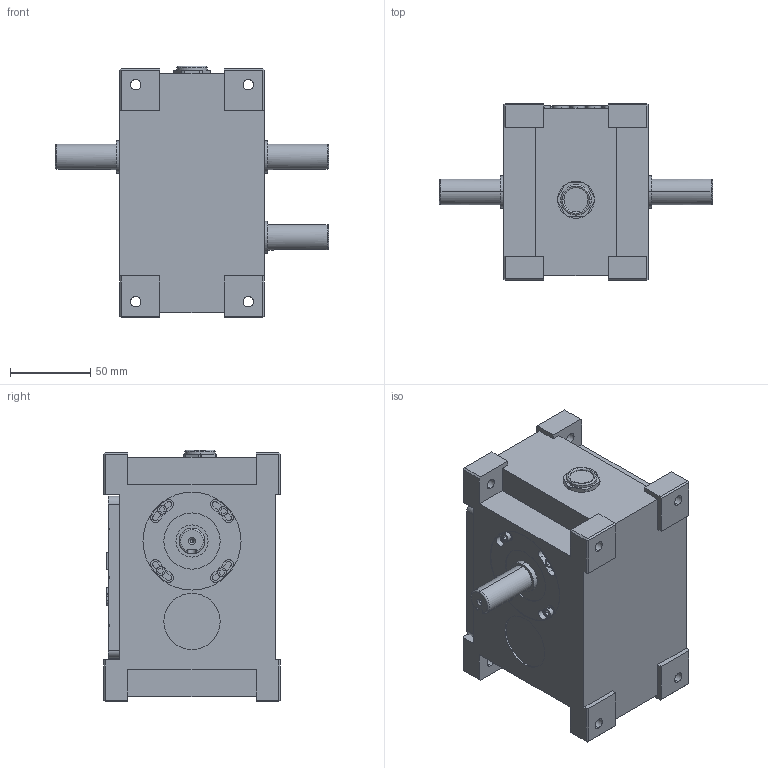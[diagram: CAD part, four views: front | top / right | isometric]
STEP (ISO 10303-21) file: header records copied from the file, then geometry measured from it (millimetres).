
FILE_DESCRIPTION (( 'STEP AP203' ), '1' );
FILE_NAME ('PC050.STEP', '2025-06-20T01:50:06', ( '' ), ( '' ), 'SwSTEP 2.0', 'SolidWorks 2018', '' );
FILE_SCHEMA (( 'CONFIG_CONTROL_DESIGN' ));
Length unit declared in the file: millimetre
Products named in the file (1): PC050
Bounding box: 170 x 110 x 156.5 mm (x, y, z)
Volume: 1318239.5 mm3; surface area: 99354.6 mm2
Topology: 1 solids, 1 shells, 636 faces, 1645 edges, 1064 vertices
Faces by surface type: plane 349, cylinder 188, bspline 79, cone 12, torus 8
Entity records: 23828 total; most frequent: CARTESIAN_POINT 8337, ORIENTED_EDGE 3278, DIRECTION 3037, EDGE_CURVE 1639, VERTEX_POINT 1064, VECTOR 1017, LINE 1017, AXIS2_PLACEMENT_3D 1010
